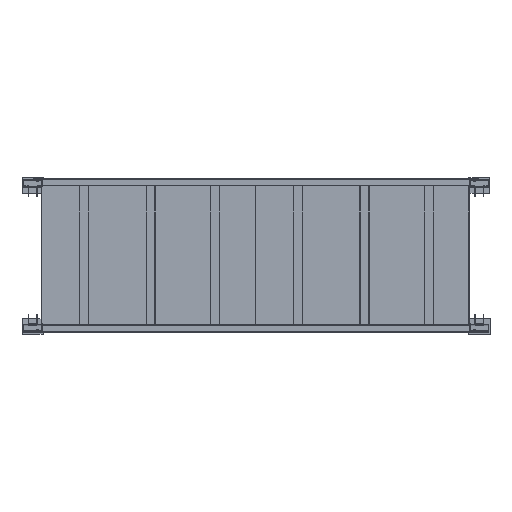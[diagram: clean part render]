
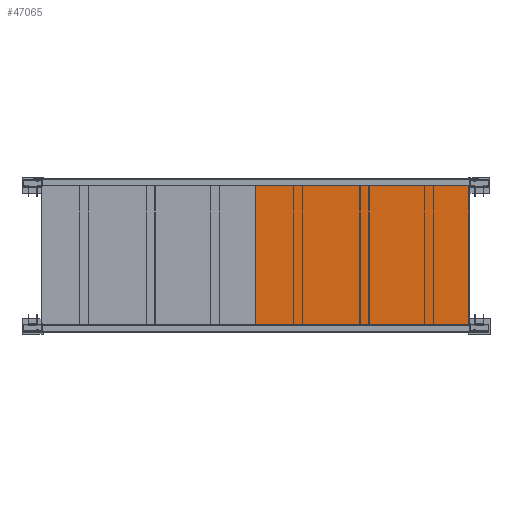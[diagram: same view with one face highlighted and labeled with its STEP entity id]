
A CAD part, top view. The second image highlights one B-rep face of the part: STEP entity #47065.
In plain terms, the highlighted free-form (B-spline) face has degree [1, 1] with [2, 2] control points.
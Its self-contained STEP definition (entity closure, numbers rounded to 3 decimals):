
#46967 = VERTEX_POINT('',#46968);
#46968 = CARTESIAN_POINT('',(-497.53,-580.986,
    1771.964));
#46973 = EDGE_CURVE('',#46974,#46967,#46976,.T.);
#46974 = VERTEX_POINT('',#46975);
#46975 = CARTESIAN_POINT('',(505.628,-580.986,
    1771.964));
#46976 = B_SPLINE_CURVE_WITH_KNOTS('',1,(#46977,#46978),.UNSPECIFIED.,
  .F.,.F.,(2,2),(-930.,0.),.PIECEWISE_BEZIER_KNOTS.);
#46977 = CARTESIAN_POINT('',(505.628,-580.986,
    1771.964));
#46978 = CARTESIAN_POINT('',(-497.53,-580.986,
    1771.964));
#47002 = VERTEX_POINT('',#47003);
#47003 = CARTESIAN_POINT('',(-497.53,-1233.579,
    1771.964));
#47008 = EDGE_CURVE('',#46967,#47002,#47009,.T.);
#47009 = B_SPLINE_CURVE_WITH_KNOTS('',1,(#47010,#47011),.UNSPECIFIED.,
  .F.,.F.,(2,2),(-605.,-0.),.PIECEWISE_BEZIER_KNOTS.);
#47010 = CARTESIAN_POINT('',(-497.53,-580.986,
    1771.964));
#47011 = CARTESIAN_POINT('',(-497.53,-1233.579,
    1771.964));
#47029 = VERTEX_POINT('',#47030);
#47030 = CARTESIAN_POINT('',(505.628,-1233.579,
    1771.964));
#47035 = EDGE_CURVE('',#47002,#47029,#47036,.T.);
#47036 = B_SPLINE_CURVE_WITH_KNOTS('',1,(#47037,#47038),.UNSPECIFIED.,
  .F.,.F.,(2,2),(-930.,-0.),.PIECEWISE_BEZIER_KNOTS.);
#47037 = CARTESIAN_POINT('',(-497.53,-1233.579,
    1771.964));
#47038 = CARTESIAN_POINT('',(505.628,-1233.579,
    1771.964));
#47056 = EDGE_CURVE('',#47029,#46974,#47057,.T.);
#47057 = B_SPLINE_CURVE_WITH_KNOTS('',1,(#47058,#47059),.UNSPECIFIED.,
  .F.,.F.,(2,2),(-605.,0.),.PIECEWISE_BEZIER_KNOTS.);
#47058 = CARTESIAN_POINT('',(505.628,-1233.579,
    1771.964));
#47059 = CARTESIAN_POINT('',(505.628,-580.986,
    1771.964));
#47065 = ADVANCED_FACE('',(#47066),#47072,.F.);
#47066 = FACE_BOUND('',#47067,.T.);
#47067 = EDGE_LOOP('',(#47068,#47069,#47070,#47071));
#47068 = ORIENTED_EDGE('',*,*,#46973,.T.);
#47069 = ORIENTED_EDGE('',*,*,#47008,.T.);
#47070 = ORIENTED_EDGE('',*,*,#47035,.T.);
#47071 = ORIENTED_EDGE('',*,*,#47056,.T.);
#47072 = B_SPLINE_SURFACE_WITH_KNOTS('',1,1,(
    (#47073,#47074)
    ,(#47075,#47076
    )),.UNSPECIFIED.,.F.,.F.,.F.,(2,2),(2,2),(0.,605.),(0.,930.),
  .PIECEWISE_BEZIER_KNOTS.);
#47073 = CARTESIAN_POINT('',(505.628,-580.986,
    1771.964));
#47074 = CARTESIAN_POINT('',(-497.53,-580.986,
    1771.964));
#47075 = CARTESIAN_POINT('',(505.628,-1233.579,
    1771.964));
#47076 = CARTESIAN_POINT('',(-497.53,-1233.579,
    1771.964));
